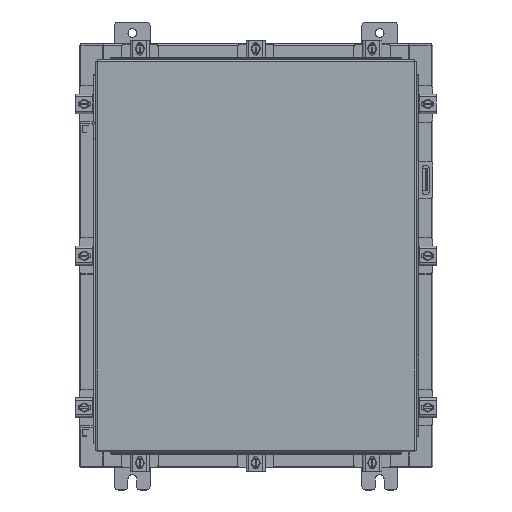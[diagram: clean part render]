
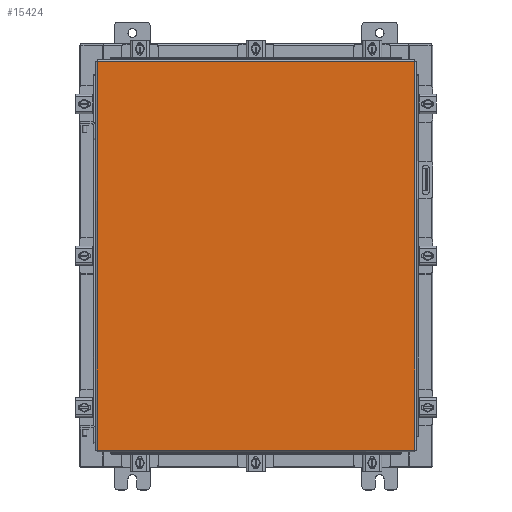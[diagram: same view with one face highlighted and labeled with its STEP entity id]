
A CAD part, top view. The second image highlights one B-rep face of the part: STEP entity #15424.
In plain terms, the highlighted planar face has unit normal (0, 0, 1).
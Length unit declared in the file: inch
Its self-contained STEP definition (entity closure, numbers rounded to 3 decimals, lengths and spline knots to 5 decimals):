
#279 = EDGE_CURVE ( 'NONE', #3476, #9658, #3585, .T. ) ;
#1069 = CARTESIAN_POINT ( 'NONE',  ( 0., 0., 0. ) ) ;
#1296 = CARTESIAN_POINT ( 'NONE',  ( -8.9903, -11.0063, 0. ) ) ;
#1302 = ORIENTED_EDGE ( 'NONE', *, *, #279, .T. ) ;
#1638 = CARTESIAN_POINT ( 'NONE',  ( 8.9903, -11.0063, 0. ) ) ;
#1809 = AXIS2_PLACEMENT_3D ( 'NONE', #1069, #13238, #2841 ) ;
#2841 = DIRECTION ( 'NONE',  ( -1., 0., 0. ) ) ;
#3019 = VECTOR ( 'NONE', #18093, 39.37008 ) ;
#3476 = VERTEX_POINT ( 'NONE', #10323 ) ;
#3585 = LINE ( 'NONE', #9503, #3019 ) ;
#3879 = EDGE_CURVE ( 'NONE', #9658, #4536, #9913, .T. ) ;
#3942 = ORIENTED_EDGE ( 'NONE', *, *, #5519, .T. ) ;
#4536 = VERTEX_POINT ( 'NONE', #1638 ) ;
#4823 = VECTOR ( 'NONE', #21084, 39.37008 ) ;
#5519 = EDGE_CURVE ( 'NONE', #19118, #3476, #21074, .T. ) ;
#6231 = DIRECTION ( 'NONE',  ( 1., 0., 0. ) ) ;
#6667 = VECTOR ( 'NONE', #12151, 39.37008 ) ;
#8038 = PLANE ( 'NONE',  #1809 ) ;
#9375 = VECTOR ( 'NONE', #6231, 39.37008 ) ;
#9503 = CARTESIAN_POINT ( 'NONE',  ( -8.9903, 11.0063, 0. ) ) ;
#9653 = CARTESIAN_POINT ( 'NONE',  ( -8.9903, -11.0063, 0. ) ) ;
#9658 = VERTEX_POINT ( 'NONE', #1296 ) ;
#9913 = LINE ( 'NONE', #9653, #9375 ) ;
#10323 = CARTESIAN_POINT ( 'NONE',  ( -8.9903, 11.0063, 0. ) ) ;
#10688 = CARTESIAN_POINT ( 'NONE',  ( 8.9903, -11.0063, 0. ) ) ;
#12151 = DIRECTION ( 'NONE',  ( -1., 0., 0. ) ) ;
#12208 = CARTESIAN_POINT ( 'NONE',  ( 8.9903, 11.0063, 0. ) ) ;
#13238 = DIRECTION ( 'NONE',  ( 0., 0., -1. ) ) ;
#13800 = FACE_OUTER_BOUND ( 'NONE', #22442, .T. ) ;
#15424 = ADVANCED_FACE ( 'NONE', ( #13800 ), #8038, .F. ) ;
#16190 = CARTESIAN_POINT ( 'NONE',  ( 8.9903, 11.0063, 0. ) ) ;
#16531 = ORIENTED_EDGE ( 'NONE', *, *, #3879, .T. ) ;
#18086 = LINE ( 'NONE', #10688, #4823 ) ;
#18093 = DIRECTION ( 'NONE',  ( 0., -1., 0. ) ) ;
#19118 = VERTEX_POINT ( 'NONE', #16190 ) ;
#21074 = LINE ( 'NONE', #12208, #6667 ) ;
#21084 = DIRECTION ( 'NONE',  ( 0., 1., 0. ) ) ;
#21172 = EDGE_CURVE ( 'NONE', #4536, #19118, #18086, .T. ) ;
#22109 = ORIENTED_EDGE ( 'NONE', *, *, #21172, .T. ) ;
#22442 = EDGE_LOOP ( 'NONE', ( #16531, #22109, #3942, #1302 ) ) ;
